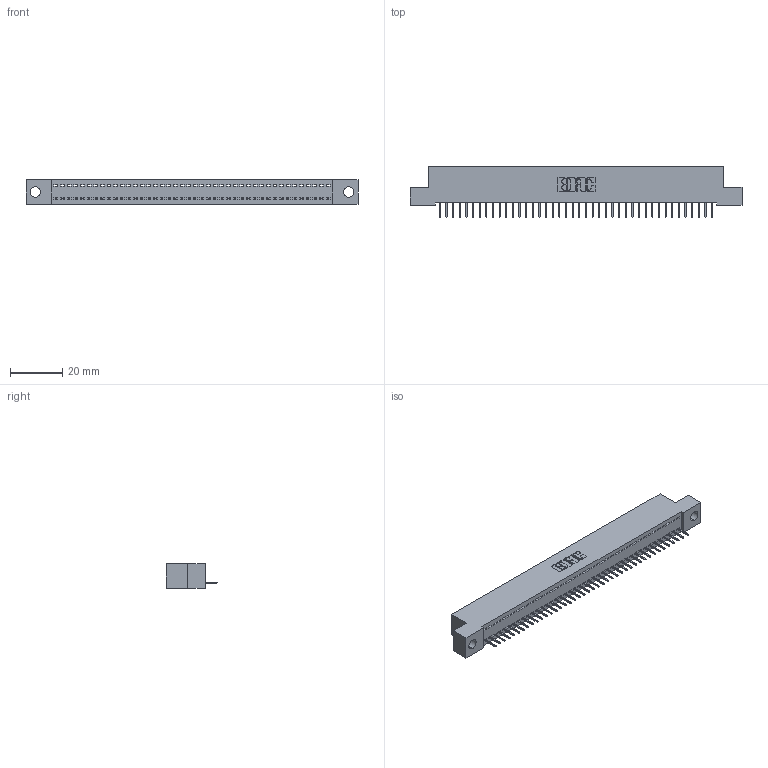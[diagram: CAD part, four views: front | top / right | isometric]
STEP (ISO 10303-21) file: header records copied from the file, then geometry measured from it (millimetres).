
FILE_DESCRIPTION (( 'STEP AP203' ), '1' );
FILE_NAME ('392-042-524-104.STEP', '2019-10-07T20:59:06', ( '' ), ( '' ), 'SwSTEP 2.0', 'SolidWorks 2016', '' );
FILE_SCHEMA (( 'CONFIG_CONTROL_DESIGN' ));
Length unit declared in the file: inch
Products named in the file (3): 342 Part_.156 TH; 345-292-001_345-293-124; 392-042-524-104
Assembly tree (43 placements, depth 2):
  392-042-524-104
    342 Part_.156 TH
    345-292-001_345-293-124  x42
Bounding box: 127 x 19.69 x 9.4 mm (x, y, z)
Volume: 10882.4 mm3; surface area: 15283.8 mm2
Topology: 43 solids, 43 shells, 2714 faces, 7859 edges, 5070 vertices
Faces by surface type: plane 2082, cylinder 632
Entity records: 25621 total; most frequent: CARTESIAN_POINT 4424, ORIENTED_EDGE 4402, DIRECTION 3733, EDGE_CURVE 2201, LINE 2077, VECTOR 2077, VERTEX_POINT 1462, AXIS2_PLACEMENT_3D 828
